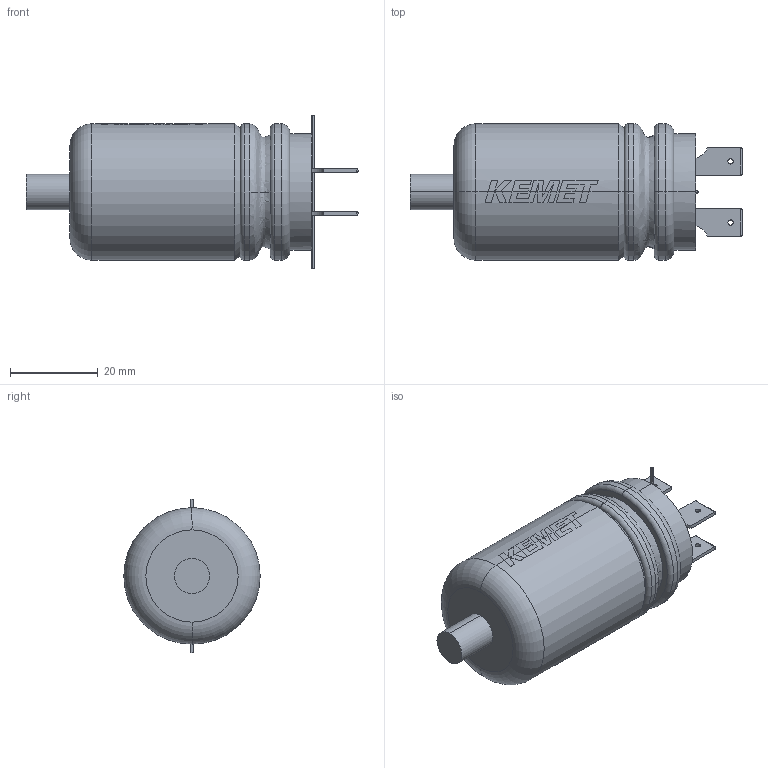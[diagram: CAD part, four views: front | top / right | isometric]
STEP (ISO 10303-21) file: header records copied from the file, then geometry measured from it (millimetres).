
FILE_DESCRIPTION (( 'STEP AP214' ), '1' );
FILE_NAME ('CFM_C87DF_30X48_D31L50.STEP', '2021-03-22T22:10:30', ( '' ), ( '' ), 'SwSTEP 2.0', 'SolidWorks 2014', '' );
FILE_SCHEMA (( 'AUTOMOTIVE_DESIGN' ));
Length unit declared in the file: millimetre
Products named in the file (1): CFM_C87DF_30X48_D31L50
Bounding box: 75.5 x 31 x 35 mm (x, y, z)
Volume: 39768.4 mm3; surface area: 7723.5 mm2
Topology: 1 solids, 1 shells, 156 faces, 408 edges, 262 vertices
Faces by surface type: cylinder 58, plane 55, bspline 33, torus 8, cone 2
Entity records: 6727 total; most frequent: CARTESIAN_POINT 1513, ORIENTED_EDGE 816, DIRECTION 563, EDGE_CURVE 408, VERTEX_POINT 262, AXIS2_PLACEMENT_3D 198, EDGE_LOOP 172, LINE 167
